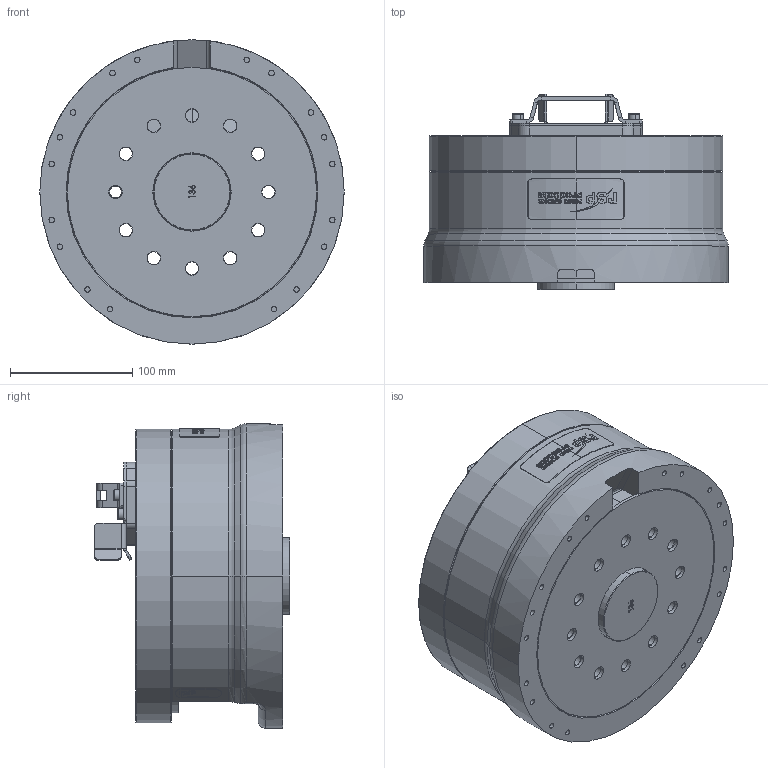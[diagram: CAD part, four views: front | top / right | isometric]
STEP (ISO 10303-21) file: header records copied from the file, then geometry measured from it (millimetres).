
FILE_DESCRIPTION (( 'STEP AP203' ), '1' );
FILE_NAME ('P5152 Radial guide.STEP', '2020-05-14T11:44:12', ( '' ), ( '' ), 'SwSTEP 2.0', 'SolidWorks 2019', '' );
FILE_SCHEMA (( 'CONFIG_CONTROL_DESIGN' ));
Length unit declared in the file: millimetre
Products named in the file (1): P5152 Radial guide
Bounding box: 249 x 159.9 x 249 mm (x, y, z)
Volume: 3207738 mm3; surface area: 462256.6 mm2
Topology: 36 solids, 36 shells, 1382 faces, 3506 edges, 2238 vertices
Faces by surface type: plane 583, cylinder 351, bspline 321, cone 78, torus 49
Entity records: 53504 total; most frequent: CARTESIAN_POINT 22044, ORIENTED_EDGE 6932, DIRECTION 5652, EDGE_CURVE 3466, VERTEX_POINT 2238, AXIS2_PLACEMENT_3D 1918, LINE 1816, VECTOR 1816
